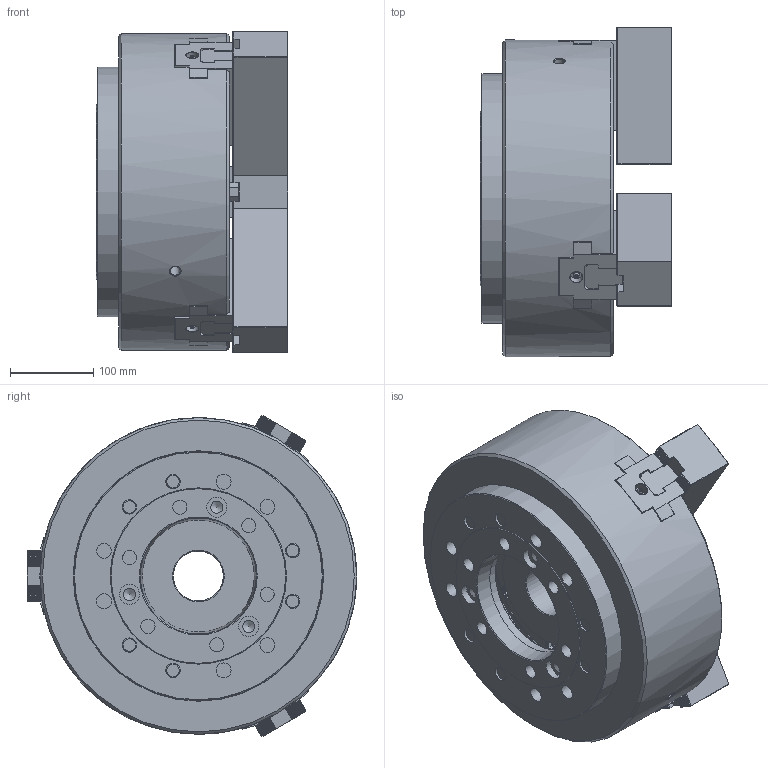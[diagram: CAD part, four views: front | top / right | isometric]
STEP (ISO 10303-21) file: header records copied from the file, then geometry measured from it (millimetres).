
FILE_DESCRIPTION(/* description */ ('080-2554'),/* implementation_level */ '2;1');
FILE_NAME(/* name */ 'B15A08_SOLID_ASY',/* time_stamp */ '2019-02-08T11:25:19+00:00',/* author */ ('Arron Lewis'),/* organization */ ('1MTA'),/* preprocessor_version */ 'ST-DEVELOPER v16.7',/* originating_system */ 'DEX',/* authorisation */ $);
FILE_SCHEMA (('AUTOMOTIVE_DESIGN {1 0 10303 214 3 1 1}'));
Products named in the file (1): B15A08_FULL_ASY2
Bounding box: 230.2 x 396.25 x 386.77 mm (x, y, z)
Volume: 16118888.1 mm3; surface area: 1592546.8 mm2
Topology: 43 solids, 43 shells, 5192 faces, 14725 edges, 9666 vertices
Faces by surface type: plane 4439, cylinder 349, cone 302, bspline 54, torus 42, sphere 6
Full cylindrical faces by diameter (mm): 1.5 x3, 1.9 x3, 4.917 x6, 5 x22, 5.188 x3, 6 x20, 6.6 x6, 8.376 x9, 10 x21, 11 x12, 12 x2, 12.5 x2, 15 x3, 16 x6, 17 x12, 17.294 x6, 17.835 x3, 18 x3, 20 x18, 21 x12, 24.21 x3, 25 x6, 30 x12, 32 x12, 60 x1, 117.5 x1, 123.5 x2, 131 x1, 137 x1, 137.5 x1
Entity records: 164222 total; most frequent: CARTESIAN_POINT 30603, ORIENTED_EDGE 28244, DIRECTION 25637, EDGE_CURVE 14122, LINE 12365, VECTOR 12365, VERTEX_POINT 9565, AXIS2_PLACEMENT_3D 6636
